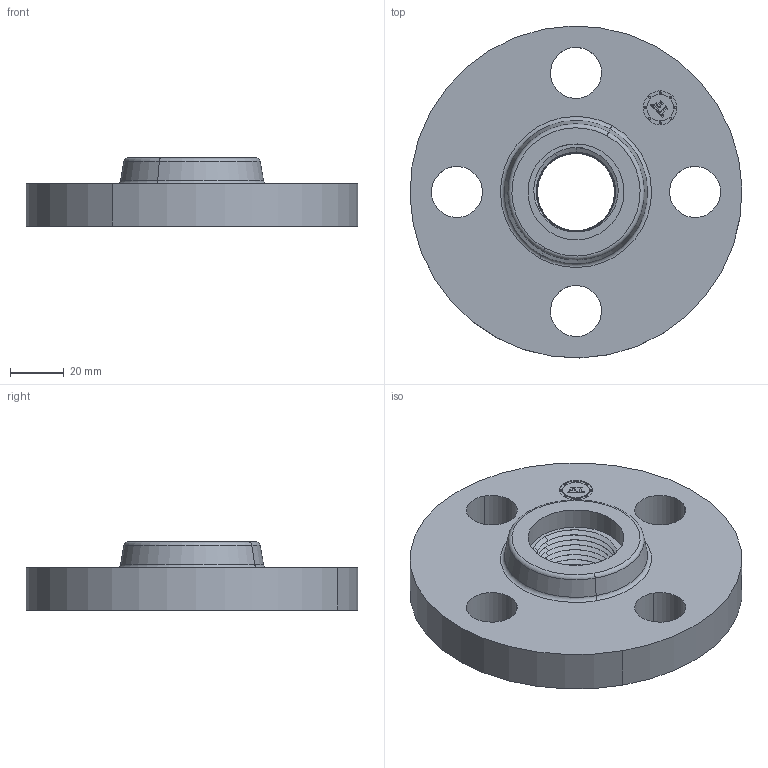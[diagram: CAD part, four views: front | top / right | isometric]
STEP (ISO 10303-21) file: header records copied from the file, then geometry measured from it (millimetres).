
FILE_DESCRIPTION(('3D STEP'),'2;1');
FILE_NAME('1-300-THREADED-FF-FLANGE.stp','2013-01-27T03:54:46+00:00',('Texas Flange'),(''),'CATIA Version 5 Release 20 SP 6 (IN-10)','CATIA V5 STEP AP214','800-826-3801');
FILE_SCHEMA(('AUTOMOTIVE_DESIGN { 1 0 10303 214 1 1 1 1 }'));
Length unit declared in the file: inch
Products named in the file (1): 1-300-THREADED-FF-FLANGE
Bounding box: 123.92 x 123.92 x 25.4 mm (x, y, z)
Volume: 171580.3 mm3; surface area: 35571.2 mm2
Topology: 1 solids, 1 shells, 492 faces, 1346 edges, 875 vertices
Faces by surface type: plane 369, bspline 68, cylinder 32, cone 19, torus 4
Entity records: 19324 total; most frequent: CARTESIAN_POINT 4995, ORIENTED_EDGE 2692, DIRECTION 1902, EDGE_CURVE 1346, VECTOR 1094, LINE 1094, VERTEX_POINT 875, EDGE_LOOP 521
